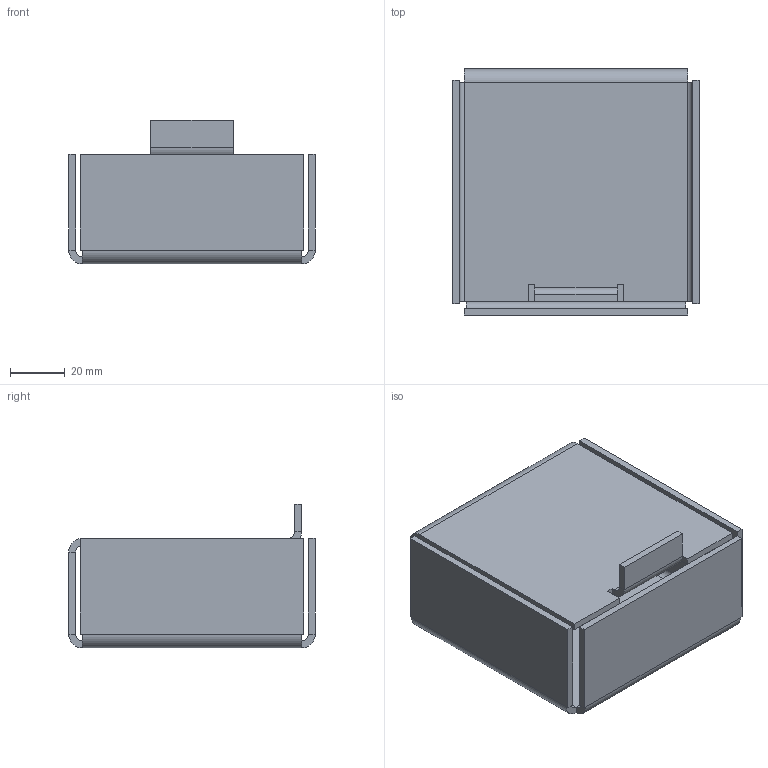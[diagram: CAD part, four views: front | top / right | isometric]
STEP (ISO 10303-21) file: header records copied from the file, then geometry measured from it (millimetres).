
FILE_DESCRIPTION(/* description */ (''),/* implementation_level */ '2;1');
FILE_NAME(/* name */ 'Tut_2 v3.step',/* time_stamp */ '2024-06-26T18:20:44+05:30',/* author */ (''),/* organization */ (''),/* preprocessor_version */ 'ST-DEVELOPER v20',/* originating_system */ 'Autodesk Translation Framework v13.14.0.145',/* authorisation */ '');
FILE_SCHEMA (('AUTOMOTIVE_DESIGN { 1 0 10303 214 3 1 1 }'));
Length unit declared in the file: millimetre
Products named in the file (2): Tut_2; Component1
Assembly tree (1 placements, depth 2):
  Tut_2
    Component1
Bounding box: 90 x 90 x 52.5 mm (x, y, z)
Volume: 66437.9 mm3; surface area: 55318.8 mm2
Topology: 1 solids, 1 shells, 70 faces, 156 edges, 88 vertices
Faces by surface type: plane 58, cylinder 12
Entity records: 1913 total; most frequent: DIRECTION 326, CARTESIAN_POINT 317, ORIENTED_EDGE 312, EDGE_CURVE 156, LINE 132, VECTOR 132, AXIS2_PLACEMENT_3D 97, VERTEX_POINT 88
